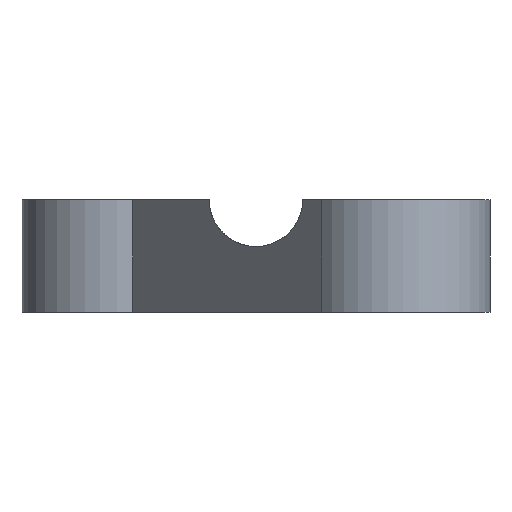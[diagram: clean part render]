
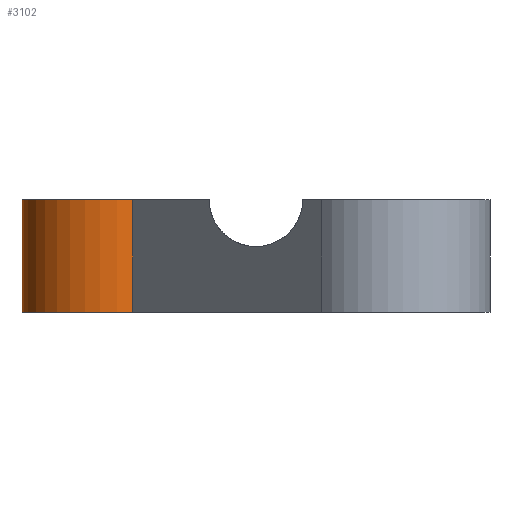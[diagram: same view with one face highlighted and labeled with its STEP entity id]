
A CAD part, front view. The second image highlights one B-rep face of the part: STEP entity #3102.
In plain terms, the highlighted cylindrical face has radius 10 mm (diameter 20 mm), a partial arc.
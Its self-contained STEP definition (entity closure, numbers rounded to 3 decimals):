
#43 = PLANE('',#44);
#44 = AXIS2_PLACEMENT_3D('',#45,#46,#47);
#45 = CARTESIAN_POINT('',(11.815,40.166,0.));
#46 = DIRECTION('',(0.,0.,-1.));
#47 = DIRECTION('',(-1.,0.,0.));
#1386 = PLANE('',#1387);
#1387 = AXIS2_PLACEMENT_3D('',#1388,#1389,#1390);
#1388 = CARTESIAN_POINT('',(13.022,61.976,
    12.));
#1389 = DIRECTION('',(0.,0.,1.));
#1390 = DIRECTION('',(1.,0.,0.));
#2725 = PLANE('',#2726);
#2726 = AXIS2_PLACEMENT_3D('',#2727,#2728,#2729);
#2727 = CARTESIAN_POINT('',(18.5,31.5,0.));
#2728 = DIRECTION('',(-0.792,-0.611,
    0.));
#2729 = DIRECTION('',(0.,0.,-1.));
#2762 = VERTEX_POINT('',#2763);
#2763 = CARTESIAN_POINT('',(11.815,40.166,0.));
#2786 = EDGE_CURVE('',#2762,#2787,#2789,.T.);
#2787 = VERTEX_POINT('',#2788);
#2788 = CARTESIAN_POINT('',(11.815,40.166,12.));
#2789 = SURFACE_CURVE('',#2790,(#2794,#2800),.PCURVE_S1.);
#2790 = LINE('',#2791,#2792);
#2791 = CARTESIAN_POINT('',(11.815,40.166,
    0.));
#2792 = VECTOR('',#2793,1.);
#2793 = DIRECTION('',(0.,0.,1.));
#2794 = PCURVE('',#2725,#2795);
#2795 = DEFINITIONAL_REPRESENTATION('',(#2796),#2799);
#2796 = B_SPLINE_CURVE_WITH_KNOTS('',1,(#2797,#2798),.UNSPECIFIED.,.F.,
  .F.,(2,2),(0.,12.),.PIECEWISE_BEZIER_KNOTS.);
#2797 = CARTESIAN_POINT('',(0.,-10.945));
#2798 = CARTESIAN_POINT('',(-12.,-10.945));
#2799 = ( GEOMETRIC_REPRESENTATION_CONTEXT(2) 
PARAMETRIC_REPRESENTATION_CONTEXT() REPRESENTATION_CONTEXT('2D SPACE',''
  ) );
#2800 = PCURVE('',#2801,#2806);
#2801 = CYLINDRICAL_SURFACE('',#2802,10.);
#2802 = AXIS2_PLACEMENT_3D('',#2803,#2804,#2805);
#2803 = CARTESIAN_POINT('',(10.,50.,0.));
#2804 = DIRECTION('',(0.,0.,1.));
#2805 = DIRECTION('',(1.,0.,0.));
#2806 = DEFINITIONAL_REPRESENTATION('',(#2807),#2810);
#2807 = B_SPLINE_CURVE_WITH_KNOTS('',1,(#2808,#2809),.UNSPECIFIED.,.F.,
  .F.,(2,2),(0.,12.),.PIECEWISE_BEZIER_KNOTS.);
#2808 = CARTESIAN_POINT('',(4.895,0.));
#2809 = CARTESIAN_POINT('',(4.895,12.));
#2810 = ( GEOMETRIC_REPRESENTATION_CONTEXT(2) 
PARAMETRIC_REPRESENTATION_CONTEXT() REPRESENTATION_CONTEXT('2D SPACE',''
  ) );
#3102 = ADVANCED_FACE('',(#3103),#2801,.T.);
#3103 = FACE_BOUND('',#3104,.T.);
#3104 = EDGE_LOOP('',(#3105,#3129,#3155,#3181));
#3105 = ORIENTED_EDGE('',*,*,#3106,.F.);
#3106 = EDGE_CURVE('',#3107,#2787,#3109,.T.);
#3107 = VERTEX_POINT('',#3108);
#3108 = CARTESIAN_POINT('',(6.174,59.239,12.));
#3109 = SURFACE_CURVE('',#3110,(#3115,#3122),.PCURVE_S1.);
#3110 = CIRCLE('',#3111,10.);
#3111 = AXIS2_PLACEMENT_3D('',#3112,#3113,#3114);
#3112 = CARTESIAN_POINT('',(10.,50.,12.));
#3113 = DIRECTION('',(0.,0.,1.));
#3114 = DIRECTION('',(1.,0.,0.));
#3115 = PCURVE('',#2801,#3116);
#3116 = DEFINITIONAL_REPRESENTATION('',(#3117),#3121);
#3117 = LINE('',#3118,#3119);
#3118 = CARTESIAN_POINT('',(0.,12.));
#3119 = VECTOR('',#3120,1.);
#3120 = DIRECTION('',(1.,0.));
#3121 = ( GEOMETRIC_REPRESENTATION_CONTEXT(2) 
PARAMETRIC_REPRESENTATION_CONTEXT() REPRESENTATION_CONTEXT('2D SPACE',''
  ) );
#3122 = PCURVE('',#1386,#3123);
#3123 = DEFINITIONAL_REPRESENTATION('',(#3124),#3128);
#3124 = CIRCLE('',#3125,10.);
#3125 = AXIS2_PLACEMENT_2D('',#3126,#3127);
#3126 = CARTESIAN_POINT('',(-3.022,-11.976));
#3127 = DIRECTION('',(1.,0.));
#3128 = ( GEOMETRIC_REPRESENTATION_CONTEXT(2) 
PARAMETRIC_REPRESENTATION_CONTEXT() REPRESENTATION_CONTEXT('2D SPACE',''
  ) );
#3129 = ORIENTED_EDGE('',*,*,#3130,.F.);
#3130 = EDGE_CURVE('',#3131,#3107,#3133,.T.);
#3131 = VERTEX_POINT('',#3132);
#3132 = CARTESIAN_POINT('',(6.174,59.239,0.));
#3133 = SURFACE_CURVE('',#3134,(#3138,#3144),.PCURVE_S1.);
#3134 = LINE('',#3135,#3136);
#3135 = CARTESIAN_POINT('',(6.174,59.239,0.));
#3136 = VECTOR('',#3137,1.);
#3137 = DIRECTION('',(0.,0.,1.));
#3138 = PCURVE('',#2801,#3139);
#3139 = DEFINITIONAL_REPRESENTATION('',(#3140),#3143);
#3140 = B_SPLINE_CURVE_WITH_KNOTS('',1,(#3141,#3142),.UNSPECIFIED.,.F.,
  .F.,(2,2),(0.,12.),.PIECEWISE_BEZIER_KNOTS.);
#3141 = CARTESIAN_POINT('',(1.963,0.));
#3142 = CARTESIAN_POINT('',(1.963,12.));
#3143 = ( GEOMETRIC_REPRESENTATION_CONTEXT(2) 
PARAMETRIC_REPRESENTATION_CONTEXT() REPRESENTATION_CONTEXT('2D SPACE',''
  ) );
#3144 = PCURVE('',#3145,#3150);
#3145 = PLANE('',#3146);
#3146 = AXIS2_PLACEMENT_3D('',#3147,#3148,#3149);
#3147 = CARTESIAN_POINT('',(7.6,71.55,0.));
#3148 = DIRECTION('',(0.993,-0.115,0.));
#3149 = DIRECTION('',(0.,0.,-1.));
#3150 = DEFINITIONAL_REPRESENTATION('',(#3151),#3154);
#3151 = B_SPLINE_CURVE_WITH_KNOTS('',1,(#3152,#3153),.UNSPECIFIED.,.F.,
  .F.,(2,2),(0.,12.),.PIECEWISE_BEZIER_KNOTS.);
#3152 = CARTESIAN_POINT('',(0.,-12.393));
#3153 = CARTESIAN_POINT('',(-12.,-12.393));
#3154 = ( GEOMETRIC_REPRESENTATION_CONTEXT(2) 
PARAMETRIC_REPRESENTATION_CONTEXT() REPRESENTATION_CONTEXT('2D SPACE',''
  ) );
#3155 = ORIENTED_EDGE('',*,*,#3156,.T.);
#3156 = EDGE_CURVE('',#3131,#2762,#3157,.T.);
#3157 = SURFACE_CURVE('',#3158,(#3163,#3170),.PCURVE_S1.);
#3158 = CIRCLE('',#3159,10.);
#3159 = AXIS2_PLACEMENT_3D('',#3160,#3161,#3162);
#3160 = CARTESIAN_POINT('',(10.,50.,0.));
#3161 = DIRECTION('',(0.,0.,1.));
#3162 = DIRECTION('',(1.,0.,0.));
#3163 = PCURVE('',#2801,#3164);
#3164 = DEFINITIONAL_REPRESENTATION('',(#3165),#3169);
#3165 = LINE('',#3166,#3167);
#3166 = CARTESIAN_POINT('',(0.,0.));
#3167 = VECTOR('',#3168,1.);
#3168 = DIRECTION('',(1.,0.));
#3169 = ( GEOMETRIC_REPRESENTATION_CONTEXT(2) 
PARAMETRIC_REPRESENTATION_CONTEXT() REPRESENTATION_CONTEXT('2D SPACE',''
  ) );
#3170 = PCURVE('',#43,#3171);
#3171 = DEFINITIONAL_REPRESENTATION('',(#3172),#3180);
#3172 = ( BOUNDED_CURVE() B_SPLINE_CURVE(2,(#3173,#3174,#3175,#3176,
#3177,#3178,#3179),.UNSPECIFIED.,.T.,.F.) B_SPLINE_CURVE_WITH_KNOTS((1,2
    ,2,2,2,1),(-2.094,0.,2.094,4.189,
6.283,8.378),.UNSPECIFIED.) CURVE() 
GEOMETRIC_REPRESENTATION_ITEM() RATIONAL_B_SPLINE_CURVE((1.,0.5,1.,0.5,
1.,0.5,1.)) REPRESENTATION_ITEM('') );
#3173 = CARTESIAN_POINT('',(-8.185,9.834));
#3174 = CARTESIAN_POINT('',(-8.185,27.154));
#3175 = CARTESIAN_POINT('',(6.815,18.494));
#3176 = CARTESIAN_POINT('',(21.815,9.834));
#3177 = CARTESIAN_POINT('',(6.815,1.174));
#3178 = CARTESIAN_POINT('',(-8.185,-7.487));
#3179 = CARTESIAN_POINT('',(-8.185,9.834));
#3180 = ( GEOMETRIC_REPRESENTATION_CONTEXT(2) 
PARAMETRIC_REPRESENTATION_CONTEXT() REPRESENTATION_CONTEXT('2D SPACE',''
  ) );
#3181 = ORIENTED_EDGE('',*,*,#2786,.T.);
